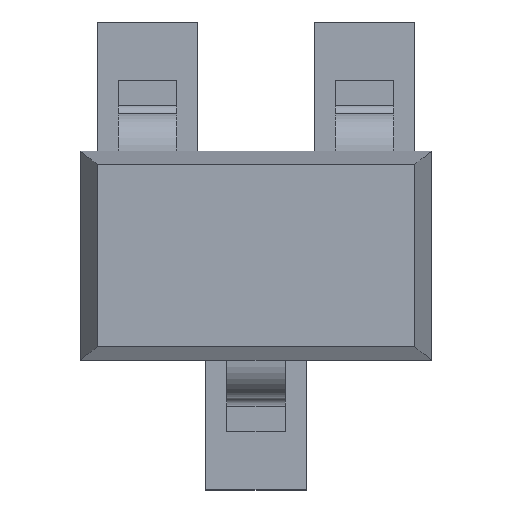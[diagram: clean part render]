
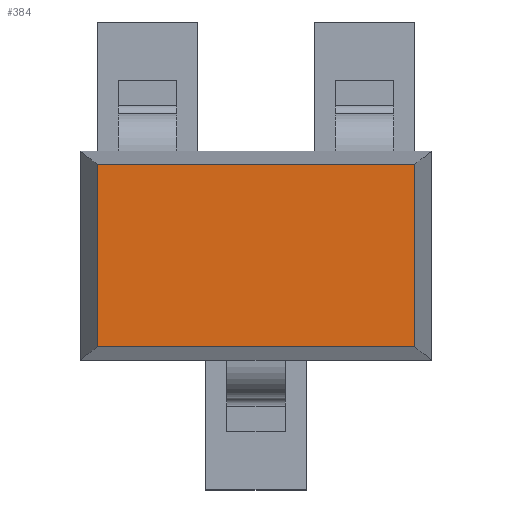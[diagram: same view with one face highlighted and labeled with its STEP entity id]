
A CAD part, top view. The second image highlights one B-rep face of the part: STEP entity #384.
In plain terms, the highlighted planar face has unit normal (0, 0, 1).
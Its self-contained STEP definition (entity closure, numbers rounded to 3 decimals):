
#384=ADVANCED_FACE('',(#499),#438,.T.);
#438=PLANE('',#1509);
#499=FACE_OUTER_BOUND('',#567,.T.);
#567=EDGE_LOOP('',(#875,#876,#877,#878));
#875=ORIENTED_EDGE('',*,*,#1069,.F.);
#876=ORIENTED_EDGE('',*,*,#1066,.T.);
#877=ORIENTED_EDGE('',*,*,#1148,.T.);
#878=ORIENTED_EDGE('',*,*,#1074,.F.);
#945=VERTEX_POINT('',#1985);
#946=VERTEX_POINT('',#1987);
#948=VERTEX_POINT('',#1993);
#952=VERTEX_POINT('',#2003);
#1066=EDGE_CURVE('',#946,#945,#1220,.T.);
#1069=EDGE_CURVE('',#946,#948,#1223,.T.);
#1074=EDGE_CURVE('',#948,#952,#1228,.T.);
#1148=EDGE_CURVE('',#945,#952,#1284,.T.);
#1220=LINE('',#1986,#1356);
#1223=LINE('',#1992,#1359);
#1228=LINE('',#2002,#1364);
#1284=LINE('',#2147,#1420);
#1356=VECTOR('',#1648,1.);
#1359=VECTOR('',#1653,1.);
#1364=VECTOR('',#1660,1.);
#1420=VECTOR('',#1816,1.);
#1509=AXIS2_PLACEMENT_3D('',#2149,#1819,#1820);
#1648=DIRECTION('',(1.,0.,0.));
#1653=DIRECTION('',(0.,1.,0.));
#1660=DIRECTION('',(1.,0.,0.));
#1816=DIRECTION('',(0.,1.,0.));
#1819=DIRECTION('',(0.,0.,1.));
#1820=DIRECTION('',(-1.,0.,0.));
#1985=CARTESIAN_POINT('',(0.95,-0.545,1.176));
#1986=CARTESIAN_POINT('',(-0.95,-0.545,1.176));
#1987=CARTESIAN_POINT('',(-0.95,-0.545,1.176));
#1992=CARTESIAN_POINT('',(-0.95,-0.545,1.176));
#1993=CARTESIAN_POINT('',(-0.95,0.545,1.176));
#2002=CARTESIAN_POINT('',(-0.95,0.545,1.176));
#2003=CARTESIAN_POINT('',(0.95,0.545,1.176));
#2147=CARTESIAN_POINT('',(0.95,-0.545,1.176));
#2149=CARTESIAN_POINT('',(-1.05,-0.625,1.176));
